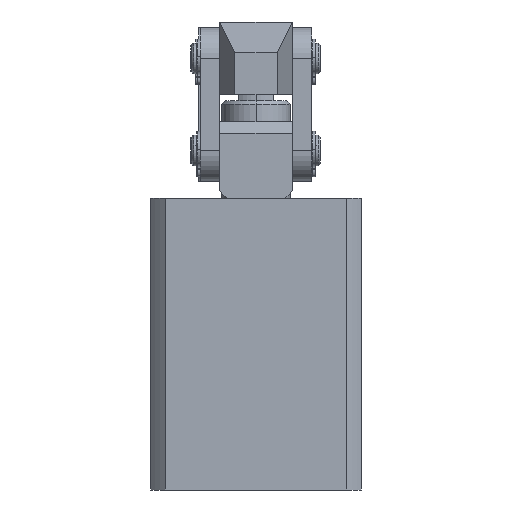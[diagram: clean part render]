
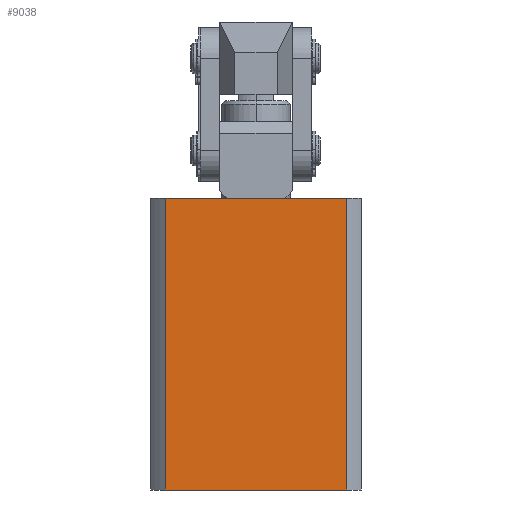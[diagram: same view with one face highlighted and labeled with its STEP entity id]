
A CAD part, left-side view. The second image highlights one B-rep face of the part: STEP entity #9038.
In plain terms, the highlighted planar face has unit normal (-1, 0, 0).
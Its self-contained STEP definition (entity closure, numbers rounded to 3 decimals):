
#137 = FACE_OUTER_BOUND ( 'NONE', #7262, .T. ) ;
#420 = CARTESIAN_POINT ( 'NONE',  ( -27.5, -23.618, 76. ) ) ;
#422 = DIRECTION ( 'NONE',  ( 0., 0., -1. ) ) ;
#425 = DIRECTION ( 'NONE',  ( 0., -1., 0. ) ) ;
#433 = CARTESIAN_POINT ( 'NONE',  ( -27.5, 23.618, 76. ) ) ;
#435 = DIRECTION ( 'NONE',  ( 0., 0., -1. ) ) ;
#723 = DIRECTION ( 'NONE',  ( 0., -1., 0. ) ) ;
#724 = CARTESIAN_POINT ( 'NONE',  ( -27.5, 0., 0. ) ) ;
#1210 = CARTESIAN_POINT ( 'NONE',  ( -27.5, 0., 76. ) ) ;
#1214 = PLANE ( 'NONE',  #3583 ) ;
#1216 = DIRECTION ( 'NONE',  ( 1., 0., 0. ) ) ;
#1217 = DIRECTION ( 'NONE',  ( 0., 0., -1. ) ) ;
#1799 = LINE ( 'NONE', #420, #1802 ) ;
#1801 = LINE ( 'NONE', #2601, #1806 ) ;
#1802 = VECTOR ( 'NONE', #422, 1000. ) ;
#1806 = VECTOR ( 'NONE', #425, 1000. ) ;
#1810 = LINE ( 'NONE', #433, #1813 ) ;
#1813 = VECTOR ( 'NONE', #435, 1000. ) ;
#1982 = LINE ( 'NONE', #724, #1986 ) ;
#1986 = VECTOR ( 'NONE', #723, 1000. ) ;
#2601 = CARTESIAN_POINT ( 'NONE',  ( -27.5, 0., 76. ) ) ;
#3583 = AXIS2_PLACEMENT_3D ( 'NONE', #1210, #1216, #1217 ) ;
#4456 = ORIENTED_EDGE ( 'NONE', *, *, #7421, .T. ) ;
#4457 = ORIENTED_EDGE ( 'NONE', *, *, #7178, .F. ) ;
#4458 = ORIENTED_EDGE ( 'NONE', *, *, #7180, .F. ) ;
#4459 = ORIENTED_EDGE ( 'NONE', *, *, #7184, .T. ) ;
#4934 = VERTEX_POINT ( 'NONE', #5423 ) ;
#4935 = VERTEX_POINT ( 'NONE', #5434 ) ;
#5423 = CARTESIAN_POINT ( 'NONE',  ( -27.5, -23.618, 76. ) ) ;
#5434 = CARTESIAN_POINT ( 'NONE',  ( -27.5, 23.618, 76. ) ) ;
#5524 = CARTESIAN_POINT ( 'NONE',  ( -27.5, 23.618, 0. ) ) ;
#5537 = CARTESIAN_POINT ( 'NONE',  ( -27.5, -23.618, 0. ) ) ;
#6183 = VERTEX_POINT ( 'NONE', #5524 ) ;
#6184 = VERTEX_POINT ( 'NONE', #5537 ) ;
#7178 = EDGE_CURVE ( 'NONE', #4934, #6184, #1799, .T. ) ;
#7180 = EDGE_CURVE ( 'NONE', #4935, #4934, #1801, .T. ) ;
#7184 = EDGE_CURVE ( 'NONE', #4935, #6183, #1810, .T. ) ;
#7262 = EDGE_LOOP ( 'NONE', ( #4456, #4457, #4458, #4459 ) ) ;
#7421 = EDGE_CURVE ( 'NONE', #6183, #6184, #1982, .T. ) ;
#9038 = ADVANCED_FACE ( 'NONE', ( #137 ), #1214, .F. ) ;
